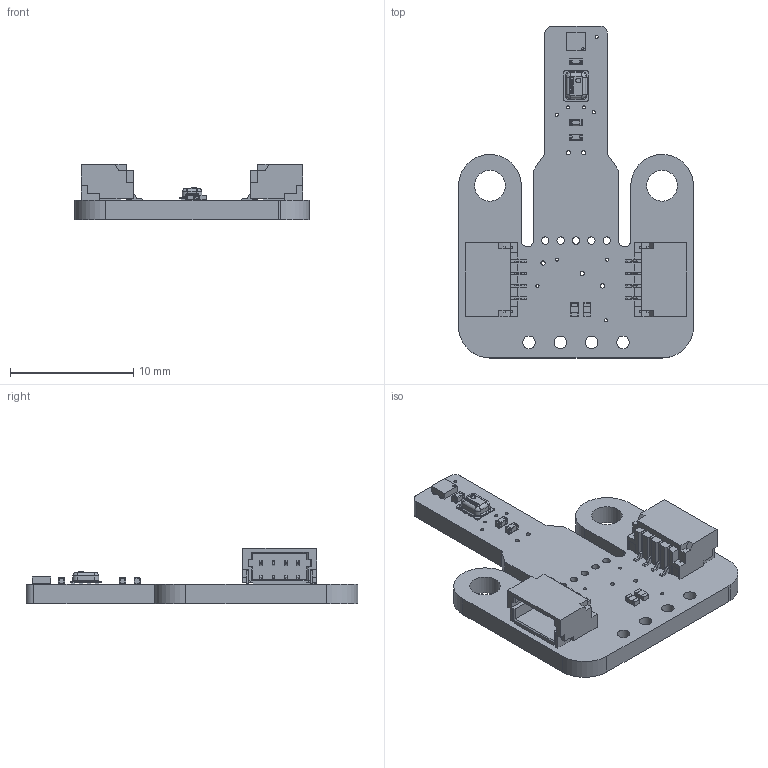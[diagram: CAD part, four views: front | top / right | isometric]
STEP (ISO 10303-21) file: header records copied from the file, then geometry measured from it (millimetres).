
FILE_DESCRIPTION(/* description */ (''),/* implementation_level */ '2;1');
FILE_NAME(/* name */ 'MeteoSensor v2.step',/* time_stamp */ '2025-04-17T18:20:33+02:00',/* author */ (''),/* organization */ (''),/* preprocessor_version */ 'ST-DEVELOPER v20.1',/* originating_system */ 'Autodesk Translation Framework v14.4.0.0',/* authorisation */ '');
FILE_SCHEMA (('AUTOMOTIVE_DESIGN { 1 0 10303 214 3 1 1 }'));
Length unit declared in the file: millimetre
Products named in the file (18): MeteoSensor; Board; Packages; C0402; Pin1; Pin2; CeramicBody; LASKAKIT_HEART_4MM; LASKKIT_10MM_SILKSCREEN; USUP_4MM_SILKSCREEN; 1X04_1MM_RA; 2,5-PAD; BMP280; SHT40; Body; ThermalPin; PinsArrayLR; R0402
Assembly tree (23 placements, depth 4):
  MeteoSensor
    Board
    Packages
      C0402  x3
        Pin1
        Pin2
        CeramicBody
      LASKAKIT_HEART_4MM
      LASKKIT_10MM_SILKSCREEN
      USUP_4MM_SILKSCREEN  x2
      1X04_1MM_RA  x2
      2,5-PAD  x2
      BMP280
      SHT40
        Body
        ThermalPin
        PinsArrayLR
      R0402  x2
Bounding box: 19.05 x 26.92 x 4.47 mm (x, y, z)
Volume: 597.5 mm3; surface area: 1368.8 mm2
Topology: 33 solids, 33 shells, 1226 faces, 3203 edges, 2044 vertices
Faces by surface type: plane 757, cylinder 275, bspline 134, sphere 56, torus 4
Full cylindrical faces by diameter (mm): 0.188 x1, 0.2 x1, 0.25 x9, 0.3 x1, 0.35 x5, 0.4 x1, 0.6 x5, 1.016 x4, 2.5 x2
Entity records: 28844 total; most frequent: CARTESIAN_POINT 9773, ORIENTED_EDGE 3874, DIRECTION 3458, EDGE_CURVE 1937, LINE 1408, VECTOR 1408, VERTEX_POINT 1250, AXIS2_PLACEMENT_3D 1025
